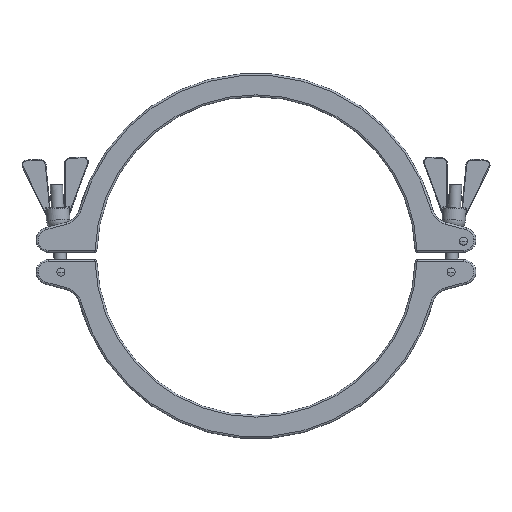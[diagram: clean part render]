
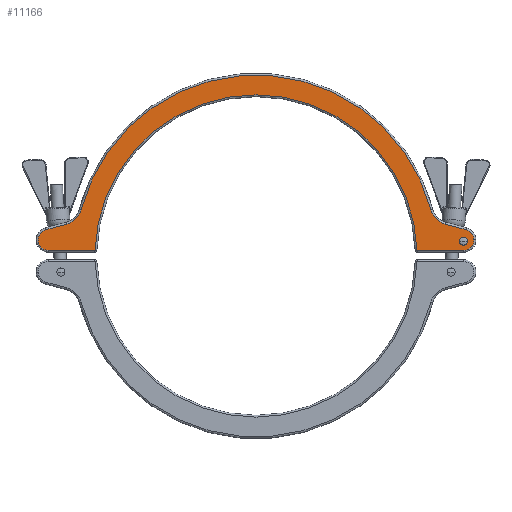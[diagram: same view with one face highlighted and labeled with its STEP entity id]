
A CAD part, top view. The second image highlights one B-rep face of the part: STEP entity #11166.
In plain terms, the highlighted planar face has unit normal (0, 0, 1).
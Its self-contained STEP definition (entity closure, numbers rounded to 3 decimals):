
#234 = CARTESIAN_POINT ( 'NONE',  ( 130.422, 4.5, 12. ) ) ;
#419 = VERTEX_POINT ( 'NONE', #12064 ) ;
#527 = EDGE_LOOP ( 'NONE', ( #5343, #4320, #8129, #11940, #12910, #13256, #4104, #11980, #8728, #1044, #2903 ) ) ;
#549 = AXIS2_PLACEMENT_3D ( 'NONE', #8277, #13487, #1739 ) ;
#1033 = AXIS2_PLACEMENT_3D ( 'NONE', #2129, #16700, #8657 ) ;
#1044 = ORIENTED_EDGE ( 'NONE', *, *, #9680, .T. ) ;
#1162 = CARTESIAN_POINT ( 'NONE',  ( -130.422, 4.5, 12. ) ) ;
#1211 = VERTEX_POINT ( 'NONE', #13055 ) ;
#1234 = DIRECTION ( 'NONE',  ( 1., 0., 0. ) ) ;
#1271 = DIRECTION ( 'NONE',  ( 1., 0., 0. ) ) ;
#1313 = CARTESIAN_POINT ( 'NONE',  ( 168., 13., 12. ) ) ;
#1508 = CIRCLE ( 'NONE', #14112, 16.5 ) ;
#1737 = ORIENTED_EDGE ( 'NONE', *, *, #12884, .F. ) ;
#1739 = DIRECTION ( 'NONE',  ( 1., 0., 0. ) ) ;
#2014 = VERTEX_POINT ( 'NONE', #1162 ) ;
#2129 = CARTESIAN_POINT ( 'NONE',  ( 168., 13., 12. ) ) ;
#2179 = ORIENTED_EDGE ( 'NONE', *, *, #11118, .F. ) ;
#2290 = VERTEX_POINT ( 'NONE', #11459 ) ;
#2539 = DIRECTION ( 'NONE',  ( 1., 0., 0. ) ) ;
#2651 = AXIS2_PLACEMENT_3D ( 'NONE', #15076, #10043, #7135 ) ;
#2755 = CARTESIAN_POINT ( 'NONE',  ( 176.5, 13., 12. ) ) ;
#2903 = ORIENTED_EDGE ( 'NONE', *, *, #6401, .T. ) ;
#2989 = VERTEX_POINT ( 'NONE', #2755 ) ;
#3373 = CARTESIAN_POINT ( 'NONE',  ( 168., 12., 12. ) ) ;
#3390 = VERTEX_POINT ( 'NONE', #6978 ) ;
#3559 = CIRCLE ( 'NONE', #13417, 3.3 ) ;
#3790 = VERTEX_POINT ( 'NONE', #13849 ) ;
#3875 = CARTESIAN_POINT ( 'NONE',  ( 141.631, 37.455, 12. ) ) ;
#4039 = VERTEX_POINT ( 'NONE', #16209 ) ;
#4104 = ORIENTED_EDGE ( 'NONE', *, *, #6760, .T. ) ;
#4119 = VECTOR ( 'NONE', #10936, 1000. ) ;
#4320 = ORIENTED_EDGE ( 'NONE', *, *, #11295, .T. ) ;
#4631 = AXIS2_PLACEMENT_3D ( 'NONE', #6758, #6575, #16932 ) ;
#4715 = CARTESIAN_POINT ( 'NONE',  ( 164.7, 12., 12. ) ) ;
#4831 = VERTEX_POINT ( 'NONE', #10950 ) ;
#5043 = CARTESIAN_POINT ( 'NONE',  ( -168., 13., 12. ) ) ;
#5226 = CARTESIAN_POINT ( 'NONE',  ( -141.631, 37.455, 12. ) ) ;
#5343 = ORIENTED_EDGE ( 'NONE', *, *, #16686, .T. ) ;
#5374 = DIRECTION ( 'NONE',  ( 0., 0., 1. ) ) ;
#5387 = VECTOR ( 'NONE', #5408, 1000. ) ;
#5408 = DIRECTION ( 'NONE',  ( 1., 0., 0. ) ) ;
#5585 = AXIS2_PLACEMENT_3D ( 'NONE', #16778, #16695, #2539 ) ;
#5643 = EDGE_CURVE ( 'NONE', #8147, #2290, #10657, .T. ) ;
#5698 = DIRECTION ( 'NONE',  ( 1., 0., 0. ) ) ;
#5699 = LINE ( 'NONE', #11024, #4119 ) ;
#5821 = VERTEX_POINT ( 'NONE', #4715 ) ;
#5836 = EDGE_CURVE ( 'NONE', #15940, #4831, #8411, .T. ) ;
#5854 = LINE ( 'NONE', #9896, #9674 ) ;
#6247 = DIRECTION ( 'NONE',  ( 0., 0., -1. ) ) ;
#6401 = EDGE_CURVE ( 'NONE', #1211, #3790, #16312, .T. ) ;
#6575 = DIRECTION ( 'NONE',  ( 0., 0., 1. ) ) ;
#6576 = DIRECTION ( 'NONE',  ( 1., 0., 0. ) ) ;
#6587 = AXIS2_PLACEMENT_3D ( 'NONE', #15790, #9284, #1271 ) ;
#6758 = CARTESIAN_POINT ( 'NONE',  ( 168., 12., 12. ) ) ;
#6760 = EDGE_CURVE ( 'NONE', #419, #15627, #1508, .T. ) ;
#6978 = CARTESIAN_POINT ( 'NONE',  ( 170.2, 21.21, 12. ) ) ;
#6986 = DIRECTION ( 'NONE',  ( 1., 0., 0. ) ) ;
#7135 = DIRECTION ( 'NONE',  ( 1., 0., 0. ) ) ;
#8129 = ORIENTED_EDGE ( 'NONE', *, *, #5643, .T. ) ;
#8147 = VERTEX_POINT ( 'NONE', #234 ) ;
#8277 = CARTESIAN_POINT ( 'NONE',  ( 0., 0., 12. ) ) ;
#8280 = LINE ( 'NONE', #12476, #13502 ) ;
#8411 = CIRCLE ( 'NONE', #2651, 16.5 ) ;
#8608 = FACE_BOUND ( 'NONE', #11083, .T. ) ;
#8657 = DIRECTION ( 'NONE',  ( 1., 0., 0. ) ) ;
#8728 = ORIENTED_EDGE ( 'NONE', *, *, #5836, .T. ) ;
#8997 = CARTESIAN_POINT ( 'NONE',  ( 157.583, 41.673, 12. ) ) ;
#9166 = EDGE_CURVE ( 'NONE', #2989, #3390, #15843, .T. ) ;
#9284 = DIRECTION ( 'NONE',  ( 0., 0., -1. ) ) ;
#9287 = CIRCLE ( 'NONE', #4631, 3.3 ) ;
#9651 = PLANE ( 'NONE',  #549 ) ;
#9674 = VECTOR ( 'NONE', #6986, 1000. ) ;
#9680 = EDGE_CURVE ( 'NONE', #4831, #1211, #5699, .T. ) ;
#9896 = CARTESIAN_POINT ( 'NONE',  ( -128.965, 4.5, 12. ) ) ;
#9967 = CIRCLE ( 'NONE', #16258, 8.5 ) ;
#10043 = DIRECTION ( 'NONE',  ( 0., 0., -1. ) ) ;
#10432 = CIRCLE ( 'NONE', #6587, 130.5 ) ;
#10657 = LINE ( 'NONE', #15870, #5387 ) ;
#10936 = DIRECTION ( 'NONE',  ( -0.966, -0.259, 0. ) ) ;
#10950 = CARTESIAN_POINT ( 'NONE',  ( -153.312, 25.735, 12. ) ) ;
#11024 = CARTESIAN_POINT ( 'NONE',  ( -170.2, 21.21, 12. ) ) ;
#11083 = EDGE_LOOP ( 'NONE', ( #1737, #2179 ) ) ;
#11118 = EDGE_CURVE ( 'NONE', #4039, #5821, #3559, .T. ) ;
#11166 = ADVANCED_FACE ( 'NONE', ( #14855, #8608 ), #9651, .T. ) ;
#11295 = EDGE_CURVE ( 'NONE', #2014, #8147, #10432, .T. ) ;
#11459 = CARTESIAN_POINT ( 'NONE',  ( 168., 4.5, 12. ) ) ;
#11940 = ORIENTED_EDGE ( 'NONE', *, *, #14115, .T. ) ;
#11980 = ORIENTED_EDGE ( 'NONE', *, *, #14894, .T. ) ;
#12064 = CARTESIAN_POINT ( 'NONE',  ( 153.312, 25.735, 12. ) ) ;
#12476 = CARTESIAN_POINT ( 'NONE',  ( 153.312, 25.735, 12. ) ) ;
#12884 = EDGE_CURVE ( 'NONE', #5821, #4039, #9287, .T. ) ;
#12910 = ORIENTED_EDGE ( 'NONE', *, *, #9166, .T. ) ;
#13055 = CARTESIAN_POINT ( 'NONE',  ( -170.2, 21.21, 12. ) ) ;
#13256 = ORIENTED_EDGE ( 'NONE', *, *, #14491, .T. ) ;
#13417 = AXIS2_PLACEMENT_3D ( 'NONE', #3373, #16150, #5698 ) ;
#13487 = DIRECTION ( 'NONE',  ( 0., 0., 1. ) ) ;
#13502 = VECTOR ( 'NONE', #16404, 1000. ) ;
#13849 = CARTESIAN_POINT ( 'NONE',  ( -168., 4.5, 12. ) ) ;
#14112 = AXIS2_PLACEMENT_3D ( 'NONE', #8997, #6247, #15674 ) ;
#14115 = EDGE_CURVE ( 'NONE', #2290, #2989, #9967, .T. ) ;
#14124 = DIRECTION ( 'NONE',  ( 0., 0., 1. ) ) ;
#14491 = EDGE_CURVE ( 'NONE', #3390, #419, #8280, .T. ) ;
#14855 = FACE_OUTER_BOUND ( 'NONE', #527, .T. ) ;
#14879 = CIRCLE ( 'NONE', #5585, 146.5 ) ;
#14894 = EDGE_CURVE ( 'NONE', #15627, #15940, #14879, .T. ) ;
#15076 = CARTESIAN_POINT ( 'NONE',  ( -157.583, 41.673, 12. ) ) ;
#15190 = AXIS2_PLACEMENT_3D ( 'NONE', #5043, #14124, #1234 ) ;
#15627 = VERTEX_POINT ( 'NONE', #3875 ) ;
#15674 = DIRECTION ( 'NONE',  ( 1., 0., 0. ) ) ;
#15790 = CARTESIAN_POINT ( 'NONE',  ( 0., 0., 12. ) ) ;
#15843 = CIRCLE ( 'NONE', #1033, 8.5 ) ;
#15870 = CARTESIAN_POINT ( 'NONE',  ( 168., 4.5, 12. ) ) ;
#15940 = VERTEX_POINT ( 'NONE', #5226 ) ;
#16150 = DIRECTION ( 'NONE',  ( 0., 0., 1. ) ) ;
#16209 = CARTESIAN_POINT ( 'NONE',  ( 171.3, 12., 12. ) ) ;
#16258 = AXIS2_PLACEMENT_3D ( 'NONE', #1313, #5374, #6576 ) ;
#16312 = CIRCLE ( 'NONE', #15190, 8.5 ) ;
#16404 = DIRECTION ( 'NONE',  ( -0.966, 0.259, 0. ) ) ;
#16686 = EDGE_CURVE ( 'NONE', #3790, #2014, #5854, .T. ) ;
#16695 = DIRECTION ( 'NONE',  ( 0., 0., 1. ) ) ;
#16700 = DIRECTION ( 'NONE',  ( 0., 0., 1. ) ) ;
#16778 = CARTESIAN_POINT ( 'NONE',  ( 0., 0., 12. ) ) ;
#16932 = DIRECTION ( 'NONE',  ( 1., 0., 0. ) ) ;
